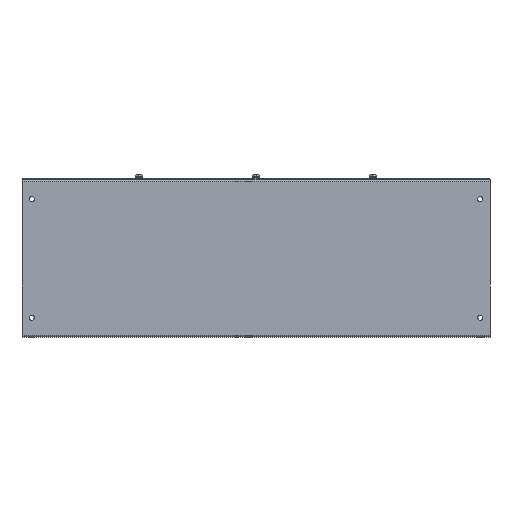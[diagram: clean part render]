
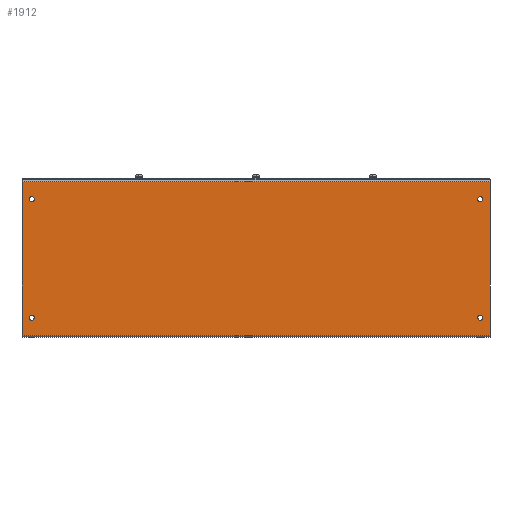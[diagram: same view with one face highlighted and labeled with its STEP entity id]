
A CAD part, left-side view. The second image highlights one B-rep face of the part: STEP entity #1912.
In plain terms, the highlighted planar face has unit normal (-1, 0, 0).
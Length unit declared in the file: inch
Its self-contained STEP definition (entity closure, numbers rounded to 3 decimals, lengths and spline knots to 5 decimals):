
#17 = DIRECTION ( 'NONE',  ( 0., 0., 1. ) ) ;
#190 = CARTESIAN_POINT ( 'NONE',  ( -4.072, -11.5, 1. ) ) ;
#441 = AXIS2_PLACEMENT_3D ( 'NONE', #7866, #3796, #1715 ) ;
#530 = CIRCLE ( 'NONE', #2077, 0.133 ) ;
#533 = FACE_BOUND ( 'NONE', #4086, .T. ) ;
#664 = FACE_OUTER_BOUND ( 'NONE', #1355, .T. ) ;
#680 = AXIS2_PLACEMENT_3D ( 'NONE', #5749, #1643, #1555 ) ;
#681 = LINE ( 'NONE', #1620, #1836 ) ;
#889 = EDGE_CURVE ( 'NONE', #2648, #8615, #4848, .T. ) ;
#1193 = DIRECTION ( 'NONE',  ( -1., 0., 0. ) ) ;
#1243 = FACE_BOUND ( 'NONE', #7471, .T. ) ;
#1294 = ORIENTED_EDGE ( 'NONE', *, *, #889, .T. ) ;
#1355 = EDGE_LOOP ( 'NONE', ( #8212, #7051, #7210, #2920 ) ) ;
#1368 = CIRCLE ( 'NONE', #680, 0.133 ) ;
#1555 = DIRECTION ( 'NONE',  ( 0., 0., 1. ) ) ;
#1585 = ORIENTED_EDGE ( 'NONE', *, *, #3983, .T. ) ;
#1619 = DIRECTION ( 'NONE',  ( 1., 0., 0. ) ) ;
#1620 = CARTESIAN_POINT ( 'NONE',  ( -4.072, 12., 0.108 ) ) ;
#1626 = CARTESIAN_POINT ( 'NONE',  ( -4.072, 11.5, 1.133 ) ) ;
#1643 = DIRECTION ( 'NONE',  ( 1., 0., 0. ) ) ;
#1715 = DIRECTION ( 'NONE',  ( 0., 0., 1. ) ) ;
#1836 = VECTOR ( 'NONE', #4696, 39.37008 ) ;
#1912 = ADVANCED_FACE ( 'NONE', ( #664, #7915, #1243, #533, #3231 ), #8008, .T. ) ;
#1976 = CARTESIAN_POINT ( 'NONE',  ( -4.072, 12., 7.964 ) ) ;
#2077 = AXIS2_PLACEMENT_3D ( 'NONE', #190, #8001, #2693 ) ;
#2217 = CIRCLE ( 'NONE', #2928, 0.133 ) ;
#2546 = CARTESIAN_POINT ( 'NONE',  ( -4.072, 11.5, 6.939 ) ) ;
#2606 = CARTESIAN_POINT ( 'NONE',  ( -4.072, -11.5, 0.867 ) ) ;
#2629 = EDGE_CURVE ( 'NONE', #7023, #3612, #6987, .T. ) ;
#2648 = VERTEX_POINT ( 'NONE', #7129 ) ;
#2693 = DIRECTION ( 'NONE',  ( 0., 0., 1. ) ) ;
#2741 = EDGE_CURVE ( 'NONE', #4849, #7291, #7762, .T. ) ;
#2920 = ORIENTED_EDGE ( 'NONE', *, *, #6335, .F. ) ;
#2928 = AXIS2_PLACEMENT_3D ( 'NONE', #3606, #4348, #7029 ) ;
#2958 = CARTESIAN_POINT ( 'NONE',  ( -4.072, -11.5, 7.072 ) ) ;
#3231 = FACE_BOUND ( 'NONE', #6199, .T. ) ;
#3257 = CARTESIAN_POINT ( 'NONE',  ( -4.072, -11.5, 7.205 ) ) ;
#3597 = CARTESIAN_POINT ( 'NONE',  ( -4.072, 11.5, 7.205 ) ) ;
#3606 = CARTESIAN_POINT ( 'NONE',  ( -4.072, -11.5, 7.072 ) ) ;
#3612 = VERTEX_POINT ( 'NONE', #2546 ) ;
#3760 = VERTEX_POINT ( 'NONE', #7468 ) ;
#3796 = DIRECTION ( 'NONE',  ( 1., 0., 0. ) ) ;
#3889 = LINE ( 'NONE', #3938, #7581 ) ;
#3938 = CARTESIAN_POINT ( 'NONE',  ( -4.072, 12., 0.072 ) ) ;
#3974 = EDGE_CURVE ( 'NONE', #8615, #2648, #2217, .T. ) ;
#3983 = EDGE_CURVE ( 'NONE', #7836, #4558, #4872, .T. ) ;
#4029 = CARTESIAN_POINT ( 'NONE',  ( -4.072, -12., 7.964 ) ) ;
#4086 = EDGE_LOOP ( 'NONE', ( #4520, #1585 ) ) ;
#4223 = CARTESIAN_POINT ( 'NONE',  ( -4.072, 11.5, 7.072 ) ) ;
#4258 = EDGE_CURVE ( 'NONE', #4558, #7836, #1368, .T. ) ;
#4348 = DIRECTION ( 'NONE',  ( 1., 0., 0. ) ) ;
#4349 = ORIENTED_EDGE ( 'NONE', *, *, #5002, .T. ) ;
#4382 = ORIENTED_EDGE ( 'NONE', *, *, #8246, .T. ) ;
#4389 = DIRECTION ( 'NONE',  ( 1., 0., 0. ) ) ;
#4520 = ORIENTED_EDGE ( 'NONE', *, *, #4258, .T. ) ;
#4558 = VERTEX_POINT ( 'NONE', #1626 ) ;
#4667 = ORIENTED_EDGE ( 'NONE', *, *, #7350, .T. ) ;
#4696 = DIRECTION ( 'NONE',  ( 0., -1., 0. ) ) ;
#4697 = CARTESIAN_POINT ( 'NONE',  ( -4.072, -11.5, 1. ) ) ;
#4848 = CIRCLE ( 'NONE', #5424, 0.133 ) ;
#4849 = VERTEX_POINT ( 'NONE', #5198 ) ;
#4872 = CIRCLE ( 'NONE', #8510, 0.133 ) ;
#5002 = EDGE_CURVE ( 'NONE', #5528, #6210, #530, .T. ) ;
#5007 = VERTEX_POINT ( 'NONE', #1976 ) ;
#5018 = DIRECTION ( 'NONE',  ( 0., 0., 1. ) ) ;
#5083 = CIRCLE ( 'NONE', #441, 0.133 ) ;
#5198 = CARTESIAN_POINT ( 'NONE',  ( -4.072, -12., 0.108 ) ) ;
#5295 = DIRECTION ( 'NONE',  ( 0., 0., -1. ) ) ;
#5424 = AXIS2_PLACEMENT_3D ( 'NONE', #2958, #8352, #5641 ) ;
#5528 = VERTEX_POINT ( 'NONE', #2606 ) ;
#5573 = CARTESIAN_POINT ( 'NONE',  ( -4.072, -12., 0.072 ) ) ;
#5641 = DIRECTION ( 'NONE',  ( 0., 0., 1. ) ) ;
#5749 = CARTESIAN_POINT ( 'NONE',  ( -4.072, 11.5, 1. ) ) ;
#5861 = CARTESIAN_POINT ( 'NONE',  ( -4.072, 12., 0.0625 ) ) ;
#6089 = CIRCLE ( 'NONE', #7601, 0.133 ) ;
#6199 = EDGE_LOOP ( 'NONE', ( #6886, #4667 ) ) ;
#6210 = VERTEX_POINT ( 'NONE', #6814 ) ;
#6335 = EDGE_CURVE ( 'NONE', #5007, #7291, #7625, .T. ) ;
#6781 = EDGE_CURVE ( 'NONE', #5007, #3760, #3889, .T. ) ;
#6814 = CARTESIAN_POINT ( 'NONE',  ( -4.072, -11.5, 1.133 ) ) ;
#6886 = ORIENTED_EDGE ( 'NONE', *, *, #2629, .T. ) ;
#6987 = CIRCLE ( 'NONE', #8097, 0.133 ) ;
#7023 = VERTEX_POINT ( 'NONE', #3597 ) ;
#7028 = DIRECTION ( 'NONE',  ( 0., 0., 1. ) ) ;
#7029 = DIRECTION ( 'NONE',  ( 0., 0., 1. ) ) ;
#7051 = ORIENTED_EDGE ( 'NONE', *, *, #7236, .T. ) ;
#7070 = DIRECTION ( 'NONE',  ( 0., 0., 1. ) ) ;
#7113 = CARTESIAN_POINT ( 'NONE',  ( -4.072, 11.5, 1. ) ) ;
#7129 = CARTESIAN_POINT ( 'NONE',  ( -4.072, -11.5, 6.939 ) ) ;
#7158 = DIRECTION ( 'NONE',  ( 0., -1., 0. ) ) ;
#7165 = ORIENTED_EDGE ( 'NONE', *, *, #3974, .T. ) ;
#7210 = ORIENTED_EDGE ( 'NONE', *, *, #2741, .T. ) ;
#7236 = EDGE_CURVE ( 'NONE', #3760, #4849, #681, .T. ) ;
#7291 = VERTEX_POINT ( 'NONE', #4029 ) ;
#7323 = DIRECTION ( 'NONE',  ( 1., 0., 0. ) ) ;
#7350 = EDGE_CURVE ( 'NONE', #3612, #7023, #5083, .T. ) ;
#7468 = CARTESIAN_POINT ( 'NONE',  ( -4.072, 12., 0.108 ) ) ;
#7471 = EDGE_LOOP ( 'NONE', ( #7165, #1294 ) ) ;
#7581 = VECTOR ( 'NONE', #5295, 39.37008 ) ;
#7601 = AXIS2_PLACEMENT_3D ( 'NONE', #4697, #7323, #17 ) ;
#7625 = LINE ( 'NONE', #7669, #8423 ) ;
#7669 = CARTESIAN_POINT ( 'NONE',  ( -4.072, -12., 7.964 ) ) ;
#7762 = LINE ( 'NONE', #5573, #8226 ) ;
#7836 = VERTEX_POINT ( 'NONE', #8115 ) ;
#7866 = CARTESIAN_POINT ( 'NONE',  ( -4.072, 11.5, 7.072 ) ) ;
#7915 = FACE_BOUND ( 'NONE', #7920, .T. ) ;
#7920 = EDGE_LOOP ( 'NONE', ( #4382, #4349 ) ) ;
#7964 = DIRECTION ( 'NONE',  ( 0., 0., 1. ) ) ;
#8001 = DIRECTION ( 'NONE',  ( 1., 0., 0. ) ) ;
#8008 = PLANE ( 'NONE',  #8211 ) ;
#8097 = AXIS2_PLACEMENT_3D ( 'NONE', #4223, #1619, #5018 ) ;
#8115 = CARTESIAN_POINT ( 'NONE',  ( -4.072, 11.5, 0.867 ) ) ;
#8211 = AXIS2_PLACEMENT_3D ( 'NONE', #5861, #1193, #7964 ) ;
#8212 = ORIENTED_EDGE ( 'NONE', *, *, #6781, .T. ) ;
#8226 = VECTOR ( 'NONE', #7028, 39.37008 ) ;
#8246 = EDGE_CURVE ( 'NONE', #6210, #5528, #6089, .T. ) ;
#8352 = DIRECTION ( 'NONE',  ( 1., 0., 0. ) ) ;
#8423 = VECTOR ( 'NONE', #7158, 39.37008 ) ;
#8510 = AXIS2_PLACEMENT_3D ( 'NONE', #7113, #4389, #7070 ) ;
#8615 = VERTEX_POINT ( 'NONE', #3257 ) ;
